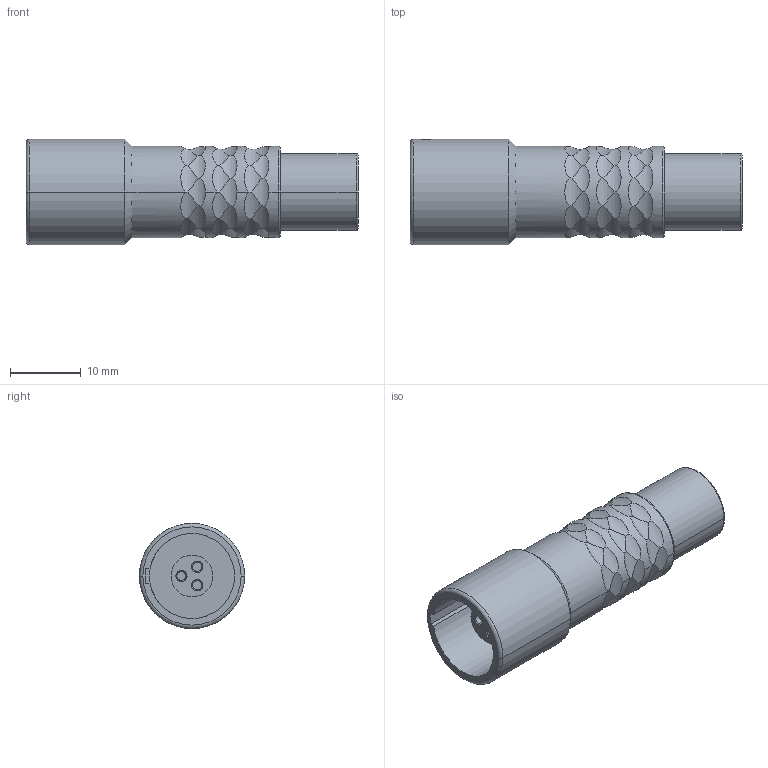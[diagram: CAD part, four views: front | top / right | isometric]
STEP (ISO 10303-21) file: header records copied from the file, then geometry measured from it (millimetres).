
FILE_DESCRIPTION((''),'2;1');
FILE_NAME('K11K0C-P03L','2014-02-05T',('RTrager'),(''),'PRO/ENGINEER BY PARAMETRIC TECHNOLOGY CORPORATION, 2013050','PRO/ENGINEER BY PARAMETRIC TECHNOLOGY CORPORATION, 2013050','');
FILE_SCHEMA(('CONFIG_CONTROL_DESIGN'));
Length unit declared in the file: millimetre
Products named in the file (1): K11K0C-P03L
Bounding box: 47 x 14.9 x 14.9 mm (x, y, z)
Volume: 4171.1 mm3; surface area: 3607.7 mm2
Topology: 1 solids, 1 shells, 154 faces, 394 edges, 254 vertices
Faces by surface type: cylinder 108, plane 24, torus 9, cone 8, bspline 5
Entity records: 6837 total; most frequent: CARTESIAN_POINT 3405, ORIENTED_EDGE 788, DIRECTION 582, EDGE_CURVE 394, VERTEX_POINT 254, AXIS2_PLACEMENT_3D 248, B_SPLINE_CURVE_WITH_KNOTS 209, EDGE_LOOP 166
